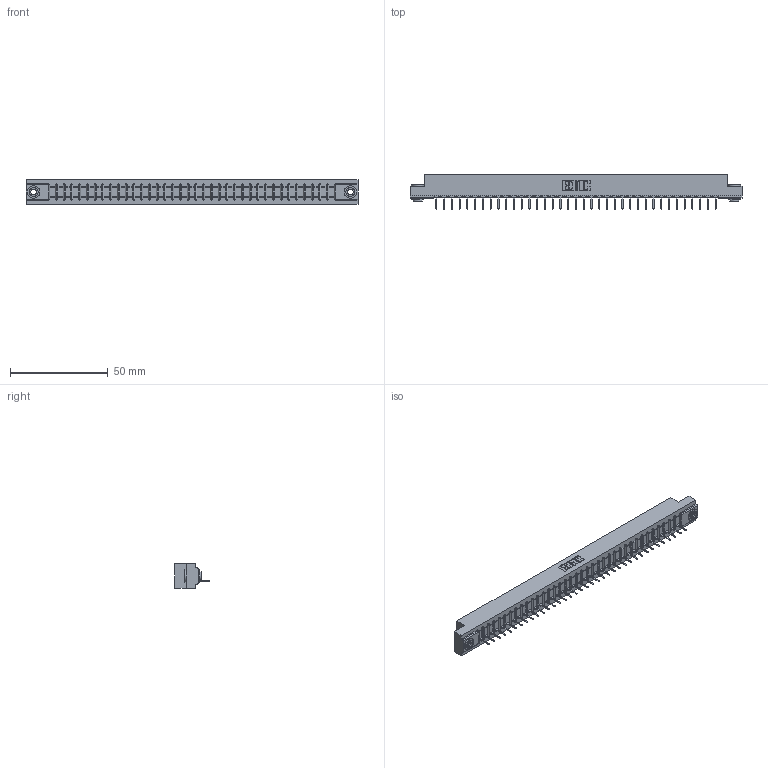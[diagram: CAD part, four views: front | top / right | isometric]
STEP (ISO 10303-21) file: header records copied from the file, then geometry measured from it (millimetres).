
FILE_DESCRIPTION (( 'STEP AP203' ), '1' );
FILE_NAME ('307-037-531-103.STEP', '2019-09-04T04:20:51', ( '' ), ( '' ), 'SwSTEP 2.0', 'SolidWorks 2016', '' );
FILE_SCHEMA (( 'CONFIG_CONTROL_DESIGN' ));
Length unit declared in the file: inch
Products named in the file (4): 307-037-531-103; 307 Part_.156 Dia Mounting Holes; 345-250-002_345-250-002-102; 307-290-001_531
Assembly tree (40 placements, depth 2):
  307-037-531-103
    307 Part_.156 Dia Mounting Holes
    307-290-001_531  x37
    345-250-002_345-250-002-102  x2
Bounding box: 169.62 x 17.42 x 12.7 mm (x, y, z)
Volume: 17513.7 mm3; surface area: 18318.3 mm2
Topology: 40 solids, 40 shells, 2280 faces, 6429 edges, 4130 vertices
Faces by surface type: plane 1463, cylinder 733, sphere 76, cone 8
Entity records: 33369 total; most frequent: CARTESIAN_POINT 5597, ORIENTED_EDGE 5574, DIRECTION 5461, EDGE_CURVE 2787, VECTOR 2129, LINE 2129, VERTEX_POINT 1802, AXIS2_PLACEMENT_3D 1666
